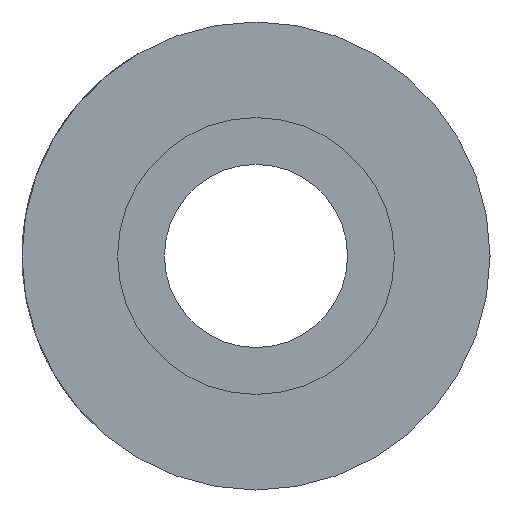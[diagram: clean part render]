
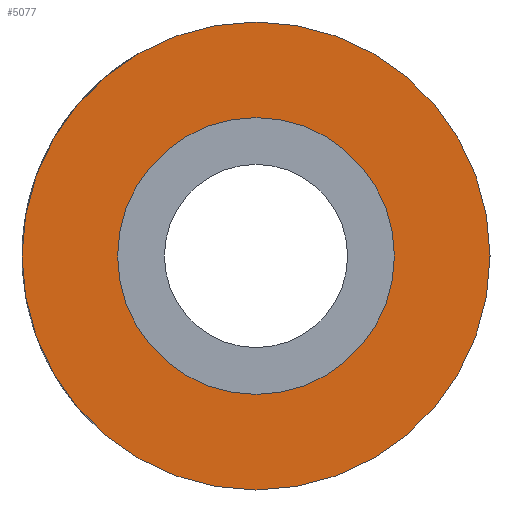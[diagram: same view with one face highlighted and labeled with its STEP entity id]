
A CAD part, left-side view. The second image highlights one B-rep face of the part: STEP entity #5077.
In plain terms, the highlighted planar face has unit normal (-1, 0, 0).
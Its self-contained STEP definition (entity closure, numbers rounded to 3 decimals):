
#51 = ORIENTED_EDGE ( 'NONE', *, *, #4433, .F. ) ;
#170 = PLANE ( 'NONE',  #7407 ) ;
#263 = CARTESIAN_POINT ( 'NONE',  ( 0., 0., 0. ) ) ;
#338 = CARTESIAN_POINT ( 'NONE',  ( 0., 0., 0. ) ) ;
#783 = CIRCLE ( 'NONE', #1528, 11.5 ) ;
#859 = DIRECTION ( 'NONE',  ( 0., 0., 1. ) ) ;
#951 = DIRECTION ( 'NONE',  ( 0., 0., -1. ) ) ;
#1528 = AXIS2_PLACEMENT_3D ( 'NONE', #4999, #4313, #859 ) ;
#1818 = DIRECTION ( 'NONE',  ( -1., 0., 0. ) ) ;
#1860 = EDGE_LOOP ( 'NONE', ( #7598, #5335 ) ) ;
#1971 = CIRCLE ( 'NONE', #2119, 6.8 ) ;
#1992 = CARTESIAN_POINT ( 'NONE',  ( 0., 0., -6.8 ) ) ;
#1998 = DIRECTION ( 'NONE',  ( 0., 0., 1. ) ) ;
#2119 = AXIS2_PLACEMENT_3D ( 'NONE', #338, #1818, #7295 ) ;
#2347 = EDGE_CURVE ( 'NONE', #3703, #7786, #6509, .T. ) ;
#2539 = CARTESIAN_POINT ( 'NONE',  ( 0., 0., 0. ) ) ;
#2571 = CARTESIAN_POINT ( 'NONE',  ( 0., 0., 11.5 ) ) ;
#2608 = DIRECTION ( 'NONE',  ( -1., 0., 0. ) ) ;
#3291 = VERTEX_POINT ( 'NONE', #1992 ) ;
#3703 = VERTEX_POINT ( 'NONE', #2571 ) ;
#3875 = CIRCLE ( 'NONE', #4907, 6.8 ) ;
#4313 = DIRECTION ( 'NONE',  ( -1., 0., 0. ) ) ;
#4402 = FACE_OUTER_BOUND ( 'NONE', #1860, .T. ) ;
#4433 = EDGE_CURVE ( 'NONE', #3291, #6258, #1971, .T. ) ;
#4907 = AXIS2_PLACEMENT_3D ( 'NONE', #6979, #2608, #6102 ) ;
#4931 = EDGE_CURVE ( 'NONE', #7786, #3703, #783, .T. ) ;
#4999 = CARTESIAN_POINT ( 'NONE',  ( 0., 0., 0. ) ) ;
#5036 = AXIS2_PLACEMENT_3D ( 'NONE', #2539, #8289, #1998 ) ;
#5077 = ADVANCED_FACE ( 'NONE', ( #7945, #4402 ), #170, .F. ) ;
#5335 = ORIENTED_EDGE ( 'NONE', *, *, #4931, .T. ) ;
#5467 = ORIENTED_EDGE ( 'NONE', *, *, #5551, .F. ) ;
#5551 = EDGE_CURVE ( 'NONE', #6258, #3291, #3875, .T. ) ;
#6102 = DIRECTION ( 'NONE',  ( 0., 0., -1. ) ) ;
#6258 = VERTEX_POINT ( 'NONE', #9011 ) ;
#6414 = CARTESIAN_POINT ( 'NONE',  ( 0., 0., -11.5 ) ) ;
#6509 = CIRCLE ( 'NONE', #5036, 11.5 ) ;
#6972 = EDGE_LOOP ( 'NONE', ( #5467, #51 ) ) ;
#6979 = CARTESIAN_POINT ( 'NONE',  ( 0., 0., 0. ) ) ;
#7295 = DIRECTION ( 'NONE',  ( 0., 0., -1. ) ) ;
#7407 = AXIS2_PLACEMENT_3D ( 'NONE', #263, #8586, #951 ) ;
#7598 = ORIENTED_EDGE ( 'NONE', *, *, #2347, .T. ) ;
#7786 = VERTEX_POINT ( 'NONE', #6414 ) ;
#7945 = FACE_BOUND ( 'NONE', #6972, .T. ) ;
#8289 = DIRECTION ( 'NONE',  ( -1., 0., 0. ) ) ;
#8586 = DIRECTION ( 'NONE',  ( 1., 0., 0. ) ) ;
#9011 = CARTESIAN_POINT ( 'NONE',  ( 0., 0., 6.8 ) ) ;
